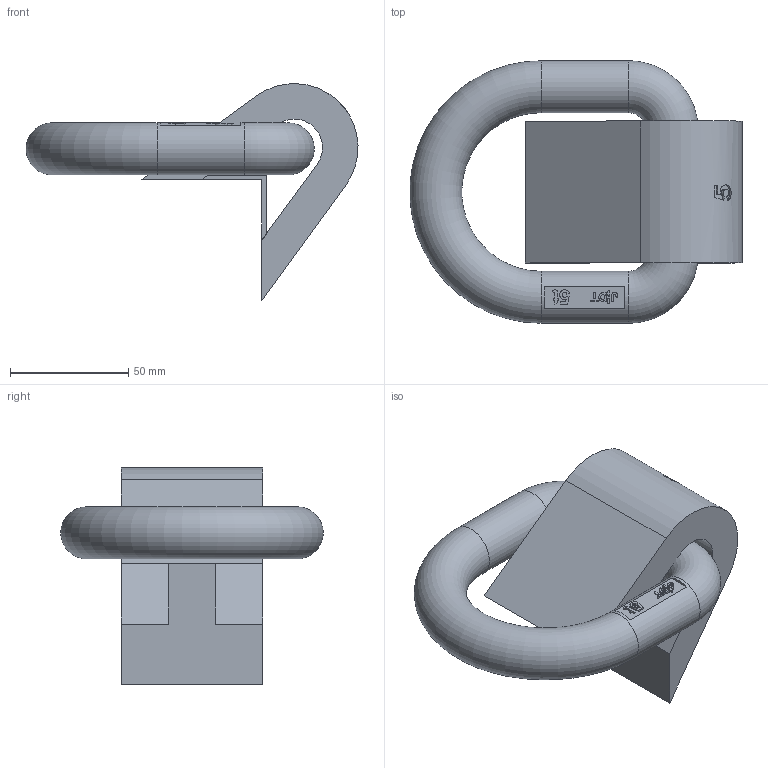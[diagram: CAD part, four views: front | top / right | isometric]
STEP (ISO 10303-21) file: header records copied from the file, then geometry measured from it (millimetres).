
FILE_DESCRIPTION(/* description */ (''),/* implementation_level */ '2;1');
FILE_NAME(/* name */ 'TAPSK 5 0°.stp',/* time_stamp */ '2022-05-25T07:15:41+02:00',/* author */ (''),/* organization */ (''),/* preprocessor_version */ 'ST-DEVELOPER v16',/* originating_system */ 'SIEMENS PLM Software NX 11.0',/* authorisation */ '');
FILE_SCHEMA (('AUTOMOTIVE_DESIGN { 1 0 10303 214 3 1 1 1 }'));
Length unit declared in the file: millimetre
Products named in the file (1): CAD0056487_001
Bounding box: 140.38 x 111 x 91.63 mm (x, y, z)
Volume: 264597.7 mm3; surface area: 50932 mm2
Topology: 2 solids, 2 shells, 111 faces, 300 edges, 198 vertices
Faces by surface type: plane 65, cylinder 23, extrusion 20, torus 3
Full cylindrical faces by diameter (mm): 22 x3
Entity records: 3768 total; most frequent: CARTESIAN_POINT 1034, ORIENTED_EDGE 582, DIRECTION 494, EDGE_CURVE 291, VECTOR 198, VERTEX_POINT 196, LINE 178, AXIS2_PLACEMENT_3D 148
